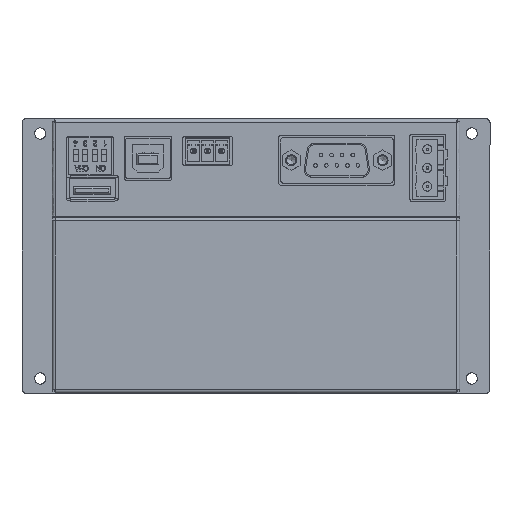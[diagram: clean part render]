
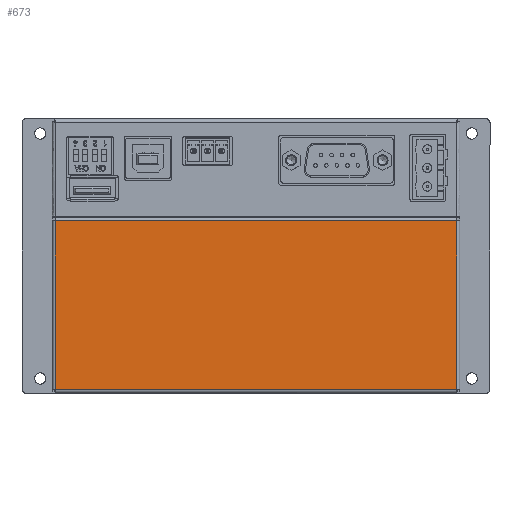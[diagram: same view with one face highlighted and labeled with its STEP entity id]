
A CAD part, top view. The second image highlights one B-rep face of the part: STEP entity #673.
In plain terms, the highlighted planar face has unit normal (0, 0, 1).
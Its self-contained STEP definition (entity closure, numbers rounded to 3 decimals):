
#673=ADVANCED_FACE('',(#1416),#11962,.T.);
#1416=FACE_OUTER_BOUND('',#2212,.T.);
#2212=EDGE_LOOP('',(#4700,#4701,#4702,#4703));
#4700=ORIENTED_EDGE('',*,*,#7534,.T.);
#4701=ORIENTED_EDGE('',*,*,#7535,.T.);
#4702=ORIENTED_EDGE('',*,*,#7536,.T.);
#4703=ORIENTED_EDGE('',*,*,#7509,.F.);
#7509=EDGE_CURVE('',#11075,#11072,#9576,.T.);
#7534=EDGE_CURVE('',#11075,#11092,#9595,.T.);
#7535=EDGE_CURVE('',#11092,#11093,#9596,.T.);
#7536=EDGE_CURVE('',#11093,#11072,#9597,.T.);
#9576=B_SPLINE_CURVE_WITH_KNOTS('',1,(#20419,#20420),.UNSPECIFIED.,.F.,
 .F.,(2,2),(0.,109.7),.UNSPECIFIED.);
#9595=B_SPLINE_CURVE_WITH_KNOTS('',1,(#20475,#20476),.UNSPECIFIED.,.F.,
 .F.,(2,2),(0.,46.2),.UNSPECIFIED.);
#9596=B_SPLINE_CURVE_WITH_KNOTS('',1,(#20477,#20478),.UNSPECIFIED.,.F.,
 .F.,(2,2),(0.,109.7),.UNSPECIFIED.);
#9597=B_SPLINE_CURVE_WITH_KNOTS('',1,(#20479,#20480),.UNSPECIFIED.,.F.,
 .F.,(2,2),(0.,46.2),.UNSPECIFIED.);
#11072=VERTEX_POINT('',#20091);
#11075=VERTEX_POINT('',#20094);
#11092=VERTEX_POINT('',#20111);
#11093=VERTEX_POINT('',#20112);
#11962=PLANE('',#12545);
#12545=AXIS2_PLACEMENT_3D('',#19137,#13112,$);
#13112=DIRECTION('',(0.,0.,1.));
#19137=CARTESIAN_POINT('',(-66.43,-41.83,18.1));
#20091=CARTESIAN_POINT('',(54.85,9.6,18.1));
#20094=CARTESIAN_POINT('',(-54.85,9.6,18.1));
#20111=CARTESIAN_POINT('',(-54.85,-36.6,18.1));
#20112=CARTESIAN_POINT('',(54.85,-36.6,18.1));
#20419=CARTESIAN_POINT('',(-54.85,9.6,18.1));
#20420=CARTESIAN_POINT('',(54.85,9.6,18.1));
#20475=CARTESIAN_POINT('',(-54.85,9.6,18.1));
#20476=CARTESIAN_POINT('',(-54.85,-36.6,18.1));
#20477=CARTESIAN_POINT('',(-54.85,-36.6,18.1));
#20478=CARTESIAN_POINT('',(54.85,-36.6,18.1));
#20479=CARTESIAN_POINT('',(54.85,-36.6,18.1));
#20480=CARTESIAN_POINT('',(54.85,9.6,18.1));
